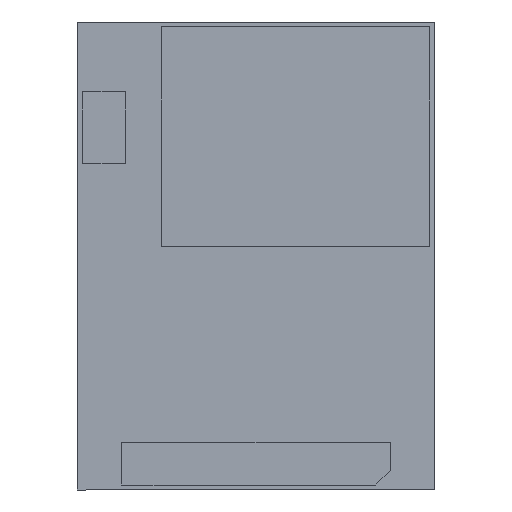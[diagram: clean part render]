
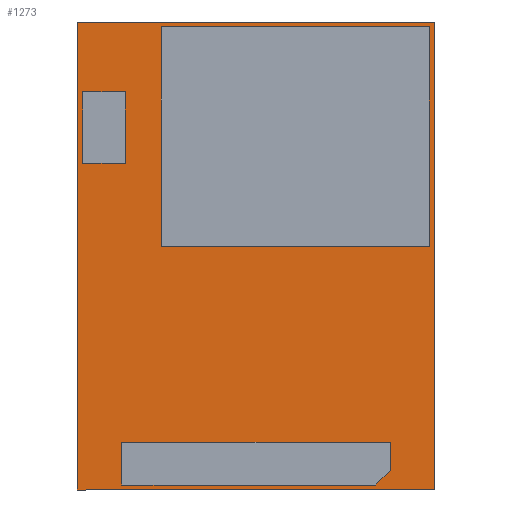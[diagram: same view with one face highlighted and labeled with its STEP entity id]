
A CAD part, front view. The second image highlights one B-rep face of the part: STEP entity #1273.
In plain terms, the highlighted planar face has unit normal (0, -1, 0).
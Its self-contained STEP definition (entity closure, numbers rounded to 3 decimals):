
#7 = EDGE_CURVE ( 'NONE', #1309, #532, #946, .T. ) ;
#14 = VECTOR ( 'NONE', #1533, 1000. ) ;
#21 = LINE ( 'NONE', #1587, #1696 ) ;
#67 = CARTESIAN_POINT ( 'NONE',  ( -2.505, 0.01, -3.28 ) ) ;
#93 = LINE ( 'NONE', #2192, #1356 ) ;
#111 = CARTESIAN_POINT ( 'NONE',  ( -1.83, 0.01, 2.3 ) ) ;
#114 = CARTESIAN_POINT ( 'NONE',  ( 2.43, 0.01, 3.21 ) ) ;
#121 = EDGE_LOOP ( 'NONE', ( #1683, #1108, #1342, #512 ) ) ;
#127 = ORIENTED_EDGE ( 'NONE', *, *, #1038, .F. ) ;
#152 = VERTEX_POINT ( 'NONE', #1913 ) ;
#178 = CARTESIAN_POINT ( 'NONE',  ( 2.505, 0.01, -3.28 ) ) ;
#202 = VERTEX_POINT ( 'NONE', #537 ) ;
#203 = CARTESIAN_POINT ( 'NONE',  ( 1.88, 0.01, -3.01 ) ) ;
#237 = VERTEX_POINT ( 'NONE', #178 ) ;
#246 = ORIENTED_EDGE ( 'NONE', *, *, #883, .T. ) ;
#251 = LINE ( 'NONE', #2151, #1659 ) ;
#271 = EDGE_CURVE ( 'NONE', #1595, #1309, #2205, .T. ) ;
#283 = LINE ( 'NONE', #1322, #686 ) ;
#323 = AXIS2_PLACEMENT_3D ( 'NONE', #1732, #715, #884 ) ;
#324 = VECTOR ( 'NONE', #1741, 1000. ) ;
#377 = DIRECTION ( 'NONE',  ( 0., 0., 1. ) ) ;
#385 = LINE ( 'NONE', #2165, #1819 ) ;
#400 = ORIENTED_EDGE ( 'NONE', *, *, #1973, .F. ) ;
#407 = CARTESIAN_POINT ( 'NONE',  ( 2.505, 0.01, 3.28 ) ) ;
#430 = CARTESIAN_POINT ( 'NONE',  ( -2.43, 0.01, 2.3 ) ) ;
#462 = VERTEX_POINT ( 'NONE', #766 ) ;
#471 = LINE ( 'NONE', #1145, #14 ) ;
#490 = VERTEX_POINT ( 'NONE', #2133 ) ;
#493 = VECTOR ( 'NONE', #1274, 1000. ) ;
#508 = EDGE_LOOP ( 'NONE', ( #836, #246, #817, #603 ) ) ;
#512 = ORIENTED_EDGE ( 'NONE', *, *, #821, .F. ) ;
#525 = ORIENTED_EDGE ( 'NONE', *, *, #544, .F. ) ;
#532 = VERTEX_POINT ( 'NONE', #1095 ) ;
#537 = CARTESIAN_POINT ( 'NONE',  ( -2.505, 0.01, 3.28 ) ) ;
#544 = EDGE_CURVE ( 'NONE', #532, #605, #251, .T. ) ;
#558 = VECTOR ( 'NONE', #889, 1000. ) ;
#562 = VERTEX_POINT ( 'NONE', #1301 ) ;
#572 = VERTEX_POINT ( 'NONE', #114 ) ;
#603 = ORIENTED_EDGE ( 'NONE', *, *, #611, .T. ) ;
#605 = VERTEX_POINT ( 'NONE', #1522 ) ;
#610 = LINE ( 'NONE', #705, #1965 ) ;
#611 = EDGE_CURVE ( 'NONE', #237, #2185, #93, .T. ) ;
#625 = DIRECTION ( 'NONE',  ( 0., 0., -1. ) ) ;
#635 = DIRECTION ( 'NONE',  ( 1., 0., 0. ) ) ;
#658 = PLANE ( 'NONE',  #323 ) ;
#660 = DIRECTION ( 'NONE',  ( -1., 0., 0. ) ) ;
#686 = VECTOR ( 'NONE', #813, 1000. ) ;
#705 = CARTESIAN_POINT ( 'NONE',  ( 2.43, 0.01, 3.21 ) ) ;
#715 = DIRECTION ( 'NONE',  ( 0., -1., 0. ) ) ;
#721 = VERTEX_POINT ( 'NONE', #762 ) ;
#734 = EDGE_LOOP ( 'NONE', ( #1960, #1634, #525, #1066, #1857 ) ) ;
#752 = LINE ( 'NONE', #203, #1508 ) ;
#762 = CARTESIAN_POINT ( 'NONE',  ( -1.33, 0.01, 0.14 ) ) ;
#766 = CARTESIAN_POINT ( 'NONE',  ( -1.33, 0.01, 3.21 ) ) ;
#772 = EDGE_CURVE ( 'NONE', #152, #490, #892, .T. ) ;
#802 = CARTESIAN_POINT ( 'NONE',  ( -1.88, 0.01, -3.21 ) ) ;
#811 = VERTEX_POINT ( 'NONE', #2139 ) ;
#813 = DIRECTION ( 'NONE',  ( 0., 0., -1. ) ) ;
#817 = ORIENTED_EDGE ( 'NONE', *, *, #1501, .T. ) ;
#821 = EDGE_CURVE ( 'NONE', #490, #1646, #1625, .T. ) ;
#836 = ORIENTED_EDGE ( 'NONE', *, *, #1943, .T. ) ;
#851 = VECTOR ( 'NONE', #635, 1000. ) ;
#880 = DIRECTION ( 'NONE',  ( 0., 0., 1. ) ) ;
#883 = EDGE_CURVE ( 'NONE', #202, #1990, #385, .T. ) ;
#884 = DIRECTION ( 'NONE',  ( 1., 0., 0. ) ) ;
#889 = DIRECTION ( 'NONE',  ( -1., 0., 0. ) ) ;
#892 = LINE ( 'NONE', #111, #493 ) ;
#933 = FACE_BOUND ( 'NONE', #734, .T. ) ;
#935 = EDGE_CURVE ( 'NONE', #1646, #811, #471, .T. ) ;
#946 = LINE ( 'NONE', #802, #851 ) ;
#964 = DIRECTION ( 'NONE',  ( 0., 0., 1. ) ) ;
#969 = EDGE_CURVE ( 'NONE', #1892, #1595, #1599, .T. ) ;
#971 = DIRECTION ( 'NONE',  ( 0., 0., -1. ) ) ;
#1007 = CARTESIAN_POINT ( 'NONE',  ( 2.505, 0.01, 3.28 ) ) ;
#1038 = EDGE_CURVE ( 'NONE', #462, #721, #283, .T. ) ;
#1058 = LINE ( 'NONE', #1928, #1107 ) ;
#1066 = ORIENTED_EDGE ( 'NONE', *, *, #7, .F. ) ;
#1067 = DIRECTION ( 'NONE',  ( 0., 0., -1. ) ) ;
#1080 = ORIENTED_EDGE ( 'NONE', *, *, #1551, .F. ) ;
#1081 = CARTESIAN_POINT ( 'NONE',  ( 2.43, 0.01, 0.14 ) ) ;
#1095 = CARTESIAN_POINT ( 'NONE',  ( 1.68, 0.01, -3.21 ) ) ;
#1107 = VECTOR ( 'NONE', #1905, 1000. ) ;
#1108 = ORIENTED_EDGE ( 'NONE', *, *, #1530, .F. ) ;
#1145 = CARTESIAN_POINT ( 'NONE',  ( -2.43, 0.01, 1.3 ) ) ;
#1167 = FACE_BOUND ( 'NONE', #1868, .T. ) ;
#1177 = EDGE_CURVE ( 'NONE', #721, #562, #1779, .T. ) ;
#1202 = EDGE_CURVE ( 'NONE', #605, #1892, #752, .T. ) ;
#1218 = FACE_OUTER_BOUND ( 'NONE', #508, .T. ) ;
#1232 = CARTESIAN_POINT ( 'NONE',  ( -1.88, 0.01, -2.61 ) ) ;
#1239 = CARTESIAN_POINT ( 'NONE',  ( -2.43, 0.01, 1.3 ) ) ;
#1273 = ADVANCED_FACE ( 'NONE', ( #1167, #1486, #933, #1218 ), #658, .T. ) ;
#1274 = DIRECTION ( 'NONE',  ( -1., 0., 0. ) ) ;
#1288 = CARTESIAN_POINT ( 'NONE',  ( -1.88, 0.01, -3.21 ) ) ;
#1301 = CARTESIAN_POINT ( 'NONE',  ( 2.43, 0.01, 0.14 ) ) ;
#1309 = VERTEX_POINT ( 'NONE', #1288 ) ;
#1315 = VECTOR ( 'NONE', #1667, 1000. ) ;
#1322 = CARTESIAN_POINT ( 'NONE',  ( -1.33, 0.01, 3.21 ) ) ;
#1342 = ORIENTED_EDGE ( 'NONE', *, *, #935, .F. ) ;
#1356 = VECTOR ( 'NONE', #964, 1000. ) ;
#1399 = DIRECTION ( 'NONE',  ( -1., 0., 0. ) ) ;
#1404 = CARTESIAN_POINT ( 'NONE',  ( 1.88, 0.01, -2.61 ) ) ;
#1422 = ORIENTED_EDGE ( 'NONE', *, *, #1177, .F. ) ;
#1486 = FACE_BOUND ( 'NONE', #121, .T. ) ;
#1501 = EDGE_CURVE ( 'NONE', #1990, #237, #1058, .T. ) ;
#1508 = VECTOR ( 'NONE', #377, 1000. ) ;
#1522 = CARTESIAN_POINT ( 'NONE',  ( 1.88, 0.01, -3.01 ) ) ;
#1530 = EDGE_CURVE ( 'NONE', #811, #152, #21, .T. ) ;
#1533 = DIRECTION ( 'NONE',  ( 1., 0., 0. ) ) ;
#1551 = EDGE_CURVE ( 'NONE', #572, #462, #610, .T. ) ;
#1587 = CARTESIAN_POINT ( 'NONE',  ( -1.83, 0.01, 1.3 ) ) ;
#1595 = VERTEX_POINT ( 'NONE', #1731 ) ;
#1599 = LINE ( 'NONE', #1700, #1711 ) ;
#1625 = LINE ( 'NONE', #430, #1762 ) ;
#1634 = ORIENTED_EDGE ( 'NONE', *, *, #1202, .F. ) ;
#1646 = VERTEX_POINT ( 'NONE', #1239 ) ;
#1655 = VECTOR ( 'NONE', #1067, 1000. ) ;
#1659 = VECTOR ( 'NONE', #1690, 1000. ) ;
#1667 = DIRECTION ( 'NONE',  ( 0., 0., 1. ) ) ;
#1683 = ORIENTED_EDGE ( 'NONE', *, *, #772, .F. ) ;
#1690 = DIRECTION ( 'NONE',  ( 0.707, 0., 0.707 ) ) ;
#1696 = VECTOR ( 'NONE', #880, 1000. ) ;
#1700 = CARTESIAN_POINT ( 'NONE',  ( 1.88, 0.01, -2.61 ) ) ;
#1711 = VECTOR ( 'NONE', #660, 1000. ) ;
#1731 = CARTESIAN_POINT ( 'NONE',  ( -1.88, 0.01, -2.61 ) ) ;
#1732 = CARTESIAN_POINT ( 'NONE',  ( 0., 0.01, 0. ) ) ;
#1741 = DIRECTION ( 'NONE',  ( 1., 0., 0. ) ) ;
#1762 = VECTOR ( 'NONE', #625, 1000. ) ;
#1779 = LINE ( 'NONE', #1923, #324 ) ;
#1819 = VECTOR ( 'NONE', #971, 1000. ) ;
#1857 = ORIENTED_EDGE ( 'NONE', *, *, #271, .F. ) ;
#1868 = EDGE_LOOP ( 'NONE', ( #1080, #400, #1422, #127 ) ) ;
#1892 = VERTEX_POINT ( 'NONE', #1404 ) ;
#1905 = DIRECTION ( 'NONE',  ( 1., 0., 0. ) ) ;
#1913 = CARTESIAN_POINT ( 'NONE',  ( -1.83, 0.01, 2.3 ) ) ;
#1923 = CARTESIAN_POINT ( 'NONE',  ( -1.33, 0.01, 0.14 ) ) ;
#1928 = CARTESIAN_POINT ( 'NONE',  ( -2.505, 0.01, -3.28 ) ) ;
#1943 = EDGE_CURVE ( 'NONE', #2185, #202, #1969, .T. ) ;
#1960 = ORIENTED_EDGE ( 'NONE', *, *, #969, .F. ) ;
#1965 = VECTOR ( 'NONE', #1399, 1000. ) ;
#1969 = LINE ( 'NONE', #407, #558 ) ;
#1973 = EDGE_CURVE ( 'NONE', #562, #572, #2118, .T. ) ;
#1990 = VERTEX_POINT ( 'NONE', #67 ) ;
#2118 = LINE ( 'NONE', #1081, #1315 ) ;
#2133 = CARTESIAN_POINT ( 'NONE',  ( -2.43, 0.01, 2.3 ) ) ;
#2139 = CARTESIAN_POINT ( 'NONE',  ( -1.83, 0.01, 1.3 ) ) ;
#2151 = CARTESIAN_POINT ( 'NONE',  ( 1.68, 0.01, -3.21 ) ) ;
#2165 = CARTESIAN_POINT ( 'NONE',  ( -2.505, 0.01, 3.28 ) ) ;
#2185 = VERTEX_POINT ( 'NONE', #1007 ) ;
#2192 = CARTESIAN_POINT ( 'NONE',  ( 2.505, 0.01, -3.28 ) ) ;
#2205 = LINE ( 'NONE', #1232, #1655 ) ;
